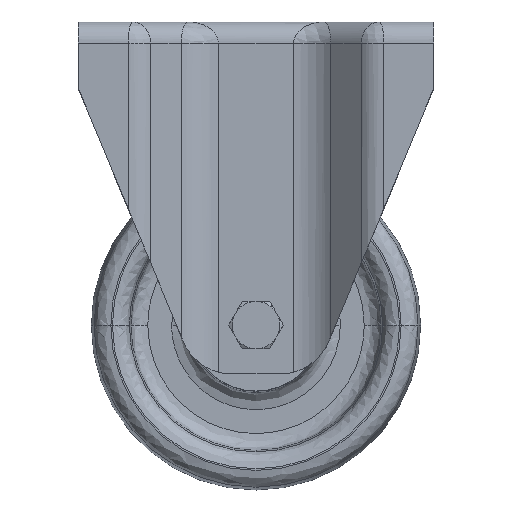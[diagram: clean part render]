
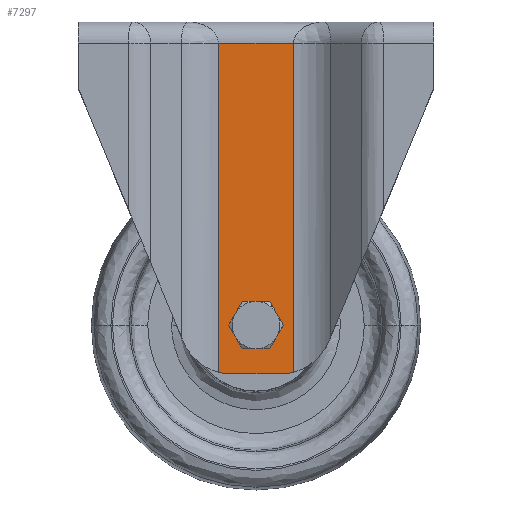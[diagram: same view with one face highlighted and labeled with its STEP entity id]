
A CAD part, top view. The second image highlights one B-rep face of the part: STEP entity #7297.
In plain terms, the highlighted planar face has unit normal (0, 0, 1).
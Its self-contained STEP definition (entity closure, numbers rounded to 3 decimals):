
#14 = AXIS2_PLACEMENT_3D ( 'NONE', #9754, #2685, #14370 ) ;
#125 = DIRECTION ( 'NONE',  ( 0., -1., 0. ) ) ;
#337 = DIRECTION ( 'NONE',  ( 0., 0., -1. ) ) ;
#400 = DIRECTION ( 'NONE',  ( -1., 0., 0. ) ) ;
#595 = VERTEX_POINT ( 'NONE', #6941 ) ;
#760 = EDGE_CURVE ( 'NONE', #8270, #10600, #5805, .T. ) ;
#931 = VERTEX_POINT ( 'NONE', #9977 ) ;
#1882 = EDGE_CURVE ( 'NONE', #2519, #595, #7966, .T. ) ;
#2100 = DIRECTION ( 'NONE',  ( -1., 0., 0. ) ) ;
#2519 = VERTEX_POINT ( 'NONE', #7703 ) ;
#2685 = DIRECTION ( 'NONE',  ( 0., 0., -1. ) ) ;
#3152 = LINE ( 'NONE', #12607, #12429 ) ;
#3186 = PLANE ( 'NONE',  #8107 ) ;
#3375 = VECTOR ( 'NONE', #8348, 1000. ) ;
#3533 = VERTEX_POINT ( 'NONE', #11760 ) ;
#4078 = DIRECTION ( 'NONE',  ( 1., 0., 0. ) ) ;
#4115 = LINE ( 'NONE', #4924, #3375 ) ;
#4703 = ORIENTED_EDGE ( 'NONE', *, *, #7270, .F. ) ;
#4757 = ORIENTED_EDGE ( 'NONE', *, *, #13136, .T. ) ;
#4840 = EDGE_CURVE ( 'NONE', #595, #2519, #10010, .T. ) ;
#4882 = ORIENTED_EDGE ( 'NONE', *, *, #1882, .T. ) ;
#4924 = CARTESIAN_POINT ( 'NONE',  ( -14.216, -8., 35. ) ) ;
#4994 = CARTESIAN_POINT ( 'NONE',  ( 0., -115., 35. ) ) ;
#5140 = EDGE_LOOP ( 'NONE', ( #9129, #4703, #9389, #12561, #6744, #4757 ) ) ;
#5502 = DIRECTION ( 'NONE',  ( 0., 0., -1. ) ) ;
#5805 = CIRCLE ( 'NONE', #14, 20. ) ;
#5870 = CIRCLE ( 'NONE', #9189, 20. ) ;
#6295 = FACE_BOUND ( 'NONE', #14009, .T. ) ;
#6559 = CARTESIAN_POINT ( 'NONE',  ( -22.5, -133.5, 35. ) ) ;
#6744 = ORIENTED_EDGE ( 'NONE', *, *, #760, .F. ) ;
#6860 = VERTEX_POINT ( 'NONE', #14538 ) ;
#6941 = CARTESIAN_POINT ( 'NONE',  ( -6.15, -115., 35. ) ) ;
#7270 = EDGE_CURVE ( 'NONE', #6860, #931, #3152, .T. ) ;
#7297 = ADVANCED_FACE ( 'NONE', ( #11670, #6295 ), #3186, .F. ) ;
#7561 = CARTESIAN_POINT ( 'NONE',  ( 14.216, -132.846, 35. ) ) ;
#7703 = CARTESIAN_POINT ( 'NONE',  ( 6.15, -115., 35. ) ) ;
#7966 = CIRCLE ( 'NONE', #13410, 6.15 ) ;
#8107 = AXIS2_PLACEMENT_3D ( 'NONE', #6559, #5502, #12457 ) ;
#8270 = VERTEX_POINT ( 'NONE', #7561 ) ;
#8348 = DIRECTION ( 'NONE',  ( 1., 0., 0. ) ) ;
#9129 = ORIENTED_EDGE ( 'NONE', *, *, #13599, .F. ) ;
#9189 = AXIS2_PLACEMENT_3D ( 'NONE', #14458, #14304, #125 ) ;
#9389 = ORIENTED_EDGE ( 'NONE', *, *, #12263, .F. ) ;
#9687 = LINE ( 'NONE', #12322, #10995 ) ;
#9754 = CARTESIAN_POINT ( 'NONE',  ( 9.143, -113.5, 35. ) ) ;
#9977 = CARTESIAN_POINT ( 'NONE',  ( -14.216, -8., 35. ) ) ;
#10010 = CIRCLE ( 'NONE', #11489, 6.15 ) ;
#10115 = DIRECTION ( 'NONE',  ( 0., 1., 0. ) ) ;
#10600 = VERTEX_POINT ( 'NONE', #11447 ) ;
#10963 = EDGE_CURVE ( 'NONE', #13791, #10600, #12579, .T. ) ;
#10995 = VECTOR ( 'NONE', #11185, 1000. ) ;
#11185 = DIRECTION ( 'NONE',  ( 0., 1., 0. ) ) ;
#11447 = CARTESIAN_POINT ( 'NONE',  ( 9.143, -133.5, 35. ) ) ;
#11489 = AXIS2_PLACEMENT_3D ( 'NONE', #11707, #14032, #2100 ) ;
#11557 = ORIENTED_EDGE ( 'NONE', *, *, #4840, .T. ) ;
#11670 = FACE_OUTER_BOUND ( 'NONE', #5140, .T. ) ;
#11707 = CARTESIAN_POINT ( 'NONE',  ( 0., -115., 35. ) ) ;
#11760 = CARTESIAN_POINT ( 'NONE',  ( 14.216, -8., 35. ) ) ;
#11999 = CARTESIAN_POINT ( 'NONE',  ( -9.143, -133.5, 35. ) ) ;
#12263 = EDGE_CURVE ( 'NONE', #13791, #6860, #5870, .T. ) ;
#12264 = CARTESIAN_POINT ( 'NONE',  ( -9.143, -133.5, 35. ) ) ;
#12322 = CARTESIAN_POINT ( 'NONE',  ( 14.216, -132.846, 35. ) ) ;
#12429 = VECTOR ( 'NONE', #10115, 1000. ) ;
#12457 = DIRECTION ( 'NONE',  ( 1., 0., 0. ) ) ;
#12561 = ORIENTED_EDGE ( 'NONE', *, *, #10963, .T. ) ;
#12579 = LINE ( 'NONE', #12264, #14214 ) ;
#12607 = CARTESIAN_POINT ( 'NONE',  ( -14.216, -132.846, 35. ) ) ;
#13136 = EDGE_CURVE ( 'NONE', #8270, #3533, #9687, .T. ) ;
#13410 = AXIS2_PLACEMENT_3D ( 'NONE', #4994, #337, #400 ) ;
#13599 = EDGE_CURVE ( 'NONE', #931, #3533, #4115, .T. ) ;
#13791 = VERTEX_POINT ( 'NONE', #11999 ) ;
#14009 = EDGE_LOOP ( 'NONE', ( #11557, #4882 ) ) ;
#14032 = DIRECTION ( 'NONE',  ( 0., 0., -1. ) ) ;
#14214 = VECTOR ( 'NONE', #4078, 1000. ) ;
#14304 = DIRECTION ( 'NONE',  ( 0., 0., -1. ) ) ;
#14370 = DIRECTION ( 'NONE',  ( 0.254, -0.967, 0. ) ) ;
#14458 = CARTESIAN_POINT ( 'NONE',  ( -9.143, -113.5, 35. ) ) ;
#14538 = CARTESIAN_POINT ( 'NONE',  ( -14.216, -132.846, 35. ) ) ;
